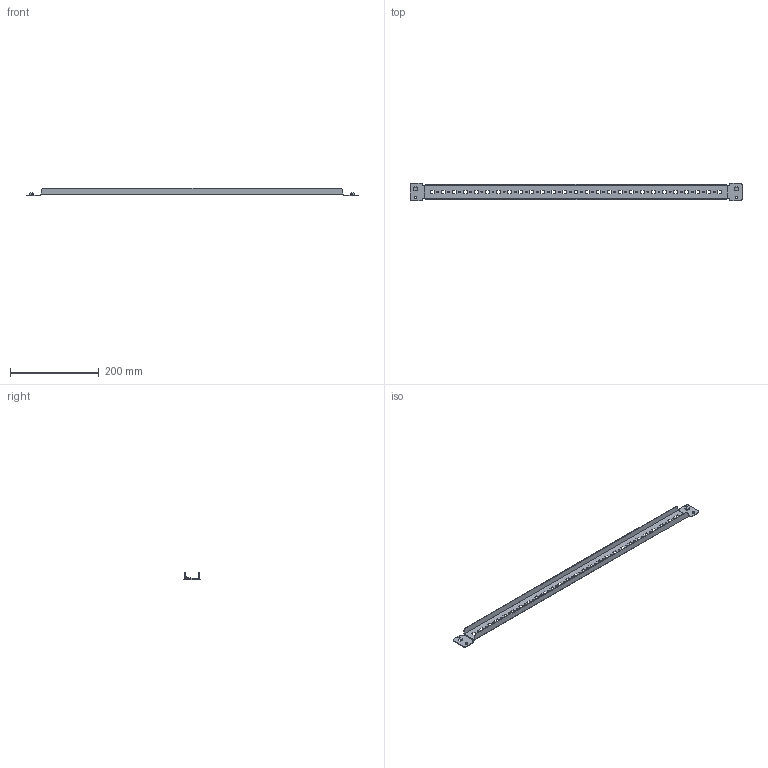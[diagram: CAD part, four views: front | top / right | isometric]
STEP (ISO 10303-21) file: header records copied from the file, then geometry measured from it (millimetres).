
FILE_DESCRIPTION (( 'STEP AP203' ), '1' );
FILE_NAME ('AC00C427.step', '2011-01-20T13:29:58', ( 'User' ), ( 'DKC' ), 'SwSTEP 2.0', 'SolidWorks 2010', '' );
FILE_SCHEMA (( 'CONFIG_CONTROL_DESIGN' ));
Length unit declared in the file: millimetre
Products named in the file (1): AC00C427
Bounding box: 750.02 x 40 x 17 mm (x, y, z)
Volume: 61807.1 mm3; surface area: 87068.6 mm2
Topology: 1 solids, 1 shells, 330 faces, 892 edges, 564 vertices
Faces by surface type: plane 218, cylinder 112
Entity records: 10553 total; most frequent: CARTESIAN_POINT 1787, ORIENTED_EDGE 1784, DIRECTION 1782, EDGE_CURVE 892, LINE 664, VECTOR 664, VERTEX_POINT 564, AXIS2_PLACEMENT_3D 559
